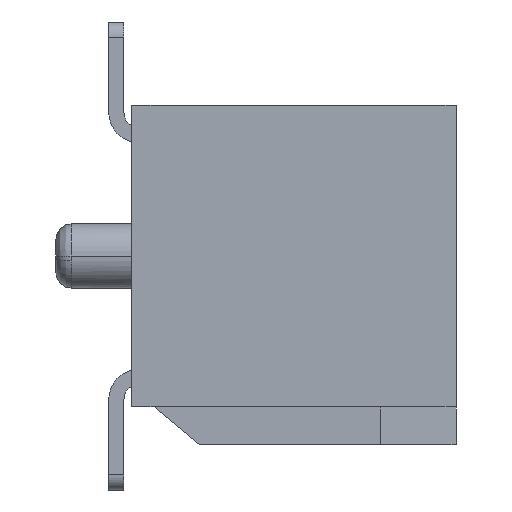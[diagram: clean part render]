
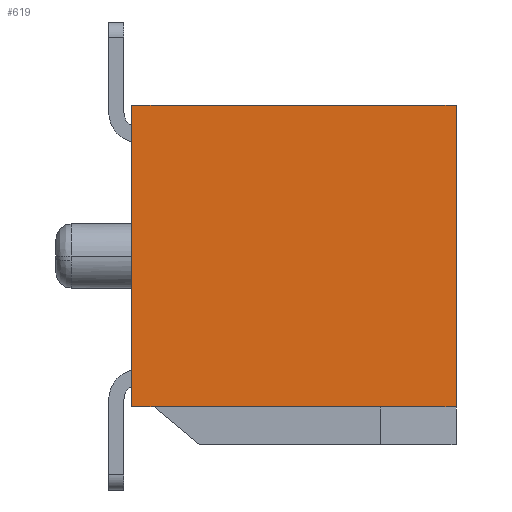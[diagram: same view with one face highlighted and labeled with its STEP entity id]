
A CAD part, left-side view. The second image highlights one B-rep face of the part: STEP entity #619.
In plain terms, the highlighted planar face has unit normal (-1, 0, 0).
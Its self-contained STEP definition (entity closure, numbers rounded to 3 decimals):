
#555=CARTESIAN_POINT('',(-5.9,2.15,-2.25));
#556=DIRECTION('',(0.,0.,1.));
#557=DIRECTION('',(-1.,0.,0.));
#558=AXIS2_PLACEMENT_3D('',#555,#557,#556);
#559=PLANE('',#558);
#560=CARTESIAN_POINT('',(-5.9,4.,-0.25));
#561=VERTEX_POINT('',#560);
#562=CARTESIAN_POINT('',(-5.9,0.,-0.25));
#563=VERTEX_POINT('',#562);
#564=CARTESIAN_POINT('',(-5.9,4.,-0.25));
#565=CARTESIAN_POINT('',(-5.9,3.2,-0.25));
#566=CARTESIAN_POINT('',(-5.9,2.4,-0.25));
#567=CARTESIAN_POINT('',(-5.9,1.6,-0.25));
#568=CARTESIAN_POINT('',(-5.9,0.8,-0.25));
#569=CARTESIAN_POINT('',(-5.9,0.,-0.25));
#570=B_SPLINE_CURVE_WITH_KNOTS('',5,(#564,#565,#566,#567,#568,#569),.UNSPECIFIED.,.F.,.U.,(6,6),(0.,4.),.UNSPECIFIED.);
#571=EDGE_CURVE('',#561,#563,#570,.T.);
#572=ORIENTED_EDGE('',*,*,#571,.F.);
#573=CARTESIAN_POINT('',(-5.9,4.3,-0.25));
#574=VERTEX_POINT('',#573);
#575=CARTESIAN_POINT('',(-5.9,4.3,-0.25));
#576=DIRECTION('',(0.,-1.,0.));
#577=VECTOR('',#576,0.3);
#578=LINE('',#575,#577);
#579=EDGE_CURVE('',#574,#561,#578,.T.);
#580=ORIENTED_EDGE('',*,*,#579,.F.);
#581=CARTESIAN_POINT('',(-5.9,4.3,-4.25));
#582=VERTEX_POINT('',#581);
#583=CARTESIAN_POINT('',(-5.9,4.3,-4.25));
#584=DIRECTION('',(0.,0.,1.));
#585=VECTOR('',#584,4.);
#586=LINE('',#583,#585);
#587=EDGE_CURVE('',#582,#574,#586,.T.);
#588=ORIENTED_EDGE('',*,*,#587,.F.);
#589=CARTESIAN_POINT('',(-5.9,4.,-4.25));
#590=VERTEX_POINT('',#589);
#591=CARTESIAN_POINT('',(-5.9,4.3,-4.25));
#592=DIRECTION('',(0.,-1.,0.));
#593=VECTOR('',#592,0.3);
#594=LINE('',#591,#593);
#595=EDGE_CURVE('',#582,#590,#594,.T.);
#596=ORIENTED_EDGE('',*,*,#595,.T.);
#597=CARTESIAN_POINT('',(-5.9,0.,-4.25));
#598=VERTEX_POINT('',#597);
#599=CARTESIAN_POINT('',(-5.9,4.,-4.25));
#600=CARTESIAN_POINT('',(-5.9,3.2,-4.25));
#601=CARTESIAN_POINT('',(-5.9,2.4,-4.25));
#602=CARTESIAN_POINT('',(-5.9,1.6,-4.25));
#603=CARTESIAN_POINT('',(-5.9,0.8,-4.25));
#604=CARTESIAN_POINT('',(-5.9,0.,-4.25));
#605=B_SPLINE_CURVE_WITH_KNOTS('',5,(#599,#600,#601,#602,#603,#604),.UNSPECIFIED.,.F.,.U.,(6,6),(0.,4.),.UNSPECIFIED.);
#606=EDGE_CURVE('',#590,#598,#605,.T.);
#607=ORIENTED_EDGE('',*,*,#606,.T.);
#608=CARTESIAN_POINT('',(-5.9,0.,-0.25));
#609=CARTESIAN_POINT('',(-5.9,0.,-1.05));
#610=CARTESIAN_POINT('',(-5.9,0.,-1.85));
#611=CARTESIAN_POINT('',(-5.9,0.,-2.65));
#612=CARTESIAN_POINT('',(-5.9,0.,-3.45));
#613=CARTESIAN_POINT('',(-5.9,0.,-4.25));
#614=B_SPLINE_CURVE_WITH_KNOTS('',5,(#608,#609,#610,#611,#612,#613),.UNSPECIFIED.,.F.,.U.,(6,6),(0.,4.),.UNSPECIFIED.);
#615=EDGE_CURVE('',#563,#598,#614,.T.);
#616=ORIENTED_EDGE('',*,*,#615,.F.);
#617=EDGE_LOOP('',(#572,#580,#588,#596,#607,#616));
#618=FACE_OUTER_BOUND('',#617,.T.);
#619=ADVANCED_FACE('',(#618),#559,.T.);
